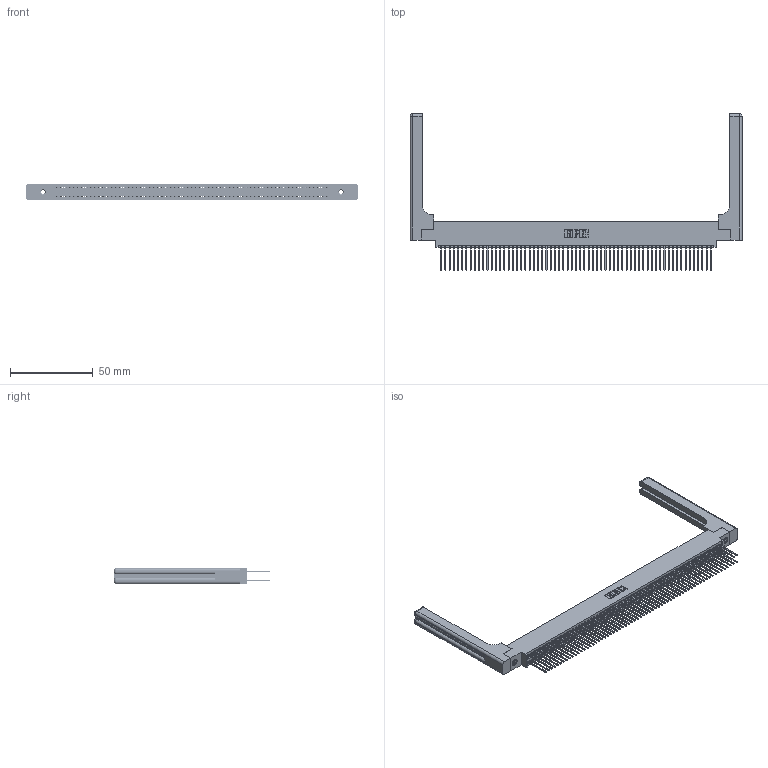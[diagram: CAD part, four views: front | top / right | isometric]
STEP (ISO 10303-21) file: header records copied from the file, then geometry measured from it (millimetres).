
FILE_DESCRIPTION (( 'STEP AP203' ), '1' );
FILE_NAME ('395-130-540-858.STEP', '2019-10-28T22:58:56', ( '' ), ( '' ), 'SwSTEP 2.0', 'SolidWorks 2016', '' );
FILE_SCHEMA (( 'CONFIG_CONTROL_DESIGN' ));
Length unit declared in the file: inch
Products named in the file (5): 345 Part_0.170 Offset - 0.156 Dia-TH; 345-292-001_345-293-140; 345-250-001_345-250-001-102; 345-220-058_345-220-058; 395-130-540-858
Assembly tree (135 placements, depth 2):
  395-130-540-858
    345 Part_0.170 Offset - 0.156 Dia-TH
    345-292-001_345-293-140  x130
    345-250-001_345-250-001-102  x2
    345-220-058_345-220-058  x2
Bounding box: 200.13 x 94.41 x 9.4 mm (x, y, z)
Volume: 28508.6 mm3; surface area: 37547 mm2
Topology: 135 solids, 135 shells, 6886 faces, 20389 edges, 13398 vertices
Faces by surface type: plane 4522, cylinder 2304, bspline 36, cone 12, sphere 8, torus 4
Entity records: 53236 total; most frequent: CARTESIAN_POINT 9897, ORIENTED_EDGE 8628, DIRECTION 7630, EDGE_CURVE 4314, VECTOR 3830, LINE 3830, VERTEX_POINT 2866, AXIS2_PLACEMENT_3D 1900
